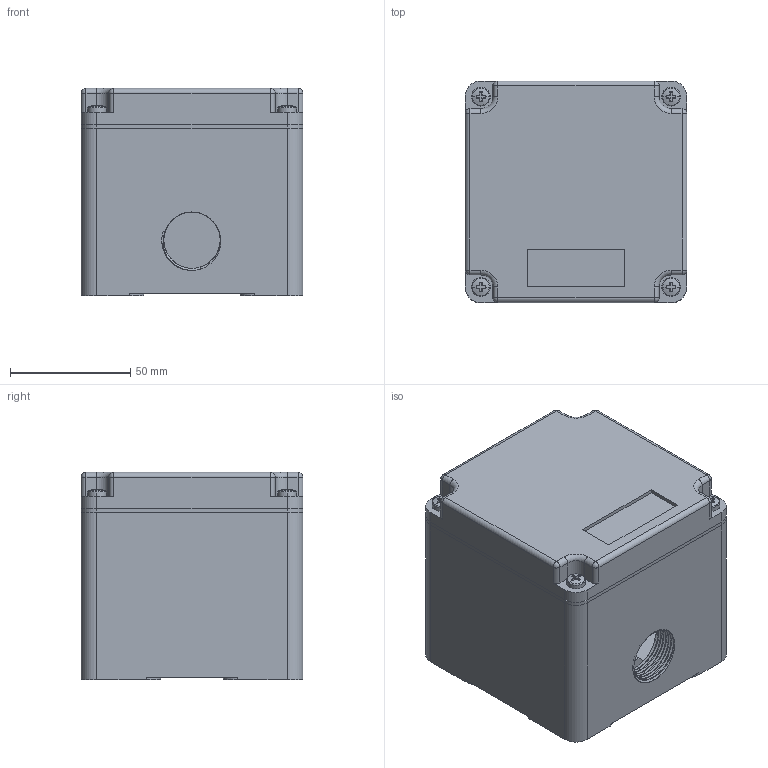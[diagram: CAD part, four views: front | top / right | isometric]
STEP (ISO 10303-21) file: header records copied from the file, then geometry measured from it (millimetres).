
FILE_DESCRIPTION(('Creo Elements/Direct Modeling STEP Export'),'2;1');
FILE_NAME('0ln7uvk43sk2ut3844','2016-07-25T 8:11:55',(''),(''),'PTC Creo Elements/Direct Modeling STEP processor for AP214 (Solid Model)','PTC Creo Elements/Direct Modeling 19.0B 21-Mar-2015 (C) Parametric Technology GmbH','');
FILE_SCHEMA(('AUTOMOTIVE_DESIGN { 1 0 10303 214 1 1 1 1 }'));
Length unit declared in the file: millimetre
Products named in the file (3): COVER; BOX; AM_0909
Assembly tree (2 placements, depth 2):
  AM_0909
    BOX
    COVER
Bounding box: 92.02 x 92.02 x 86 mm (x, y, z)
Volume: 217463.6 mm3; surface area: 104067.2 mm2
Topology: 2 solids, 6 shells, 1014 faces, 2723 edges, 1794 vertices
Faces by surface type: plane 786, cylinder 185, sphere 20, torus 16, cone 4, bspline 3
Entity records: 43151 total; most frequent: CARTESIAN_POINT 18125, ORIENTED_EDGE 5428, DIRECTION 4789, EDGE_CURVE 2714, VECTOR 2131, LINE 2131, VERTEX_POINT 1794, AXIS2_PLACEMENT_3D 1329
